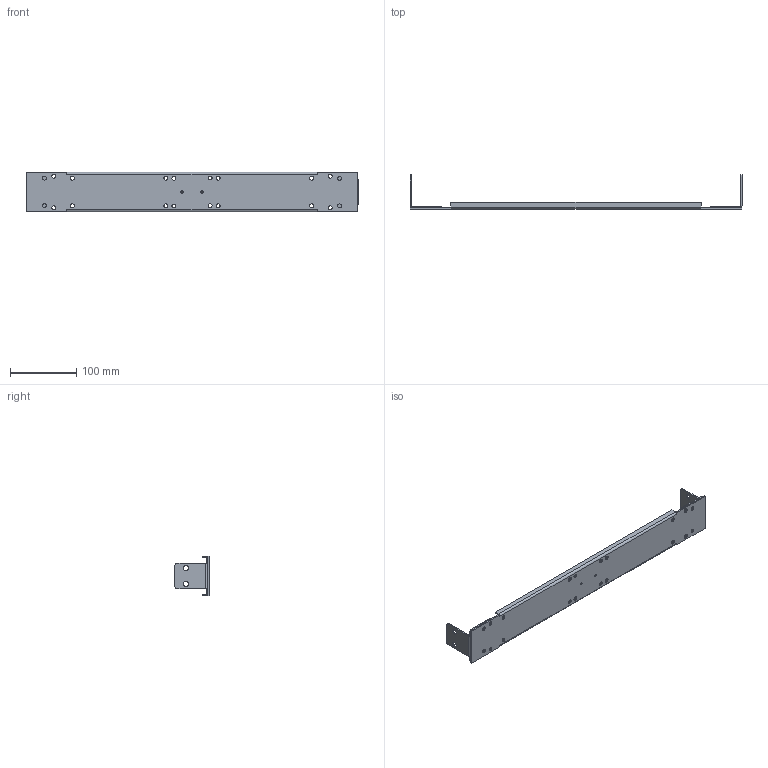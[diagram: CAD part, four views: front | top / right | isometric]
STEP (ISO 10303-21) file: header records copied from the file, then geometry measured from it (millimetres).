
FILE_DESCRIPTION((''),'2;1');
FILE_NAME('001338147_BL_UR_4_ASM','2023-03-06T13:13:16',('klemen.sitar'),('Audax d.o.o.'),'CREO PARAMETRIC BY PTC INC, 2021304','CREO PARAMETRIC BY PTC INC, 2021304','');
FILE_SCHEMA(('AP242_MANAGED_MODEL_BASED_3D_ENGINEERING_MIM_LF { 1 0 10303 442 1 1 4 }'));
Length unit declared in the file: millimetre
Products named in the file (6): 2620326816_1; 3006888304_1; 2620326816_1_1_2; ENCLOSURE_ACCESSORIES_GENERAL_2_ASM; ASM0002_ASM; 001338147_BL_UR_4_ASM
Assembly tree (5 placements, depth 4):
  001338147_BL_UR_4_ASM
    2620326816_1
    3006888304_1
    ASM0002_ASM
      ENCLOSURE_ACCESSORIES_GENERAL_2_ASM
        2620326816_1_1_2
Bounding box: 501 x 51.5 x 59.5 mm (x, y, z)
Volume: 86615.4 mm3; surface area: 91265.5 mm2
Topology: 3 solids, 3 shells, 130 faces, 360 edges, 236 vertices
Faces by surface type: cylinder 80, plane 50
Entity records: 6231 total; most frequent: DIRECTION 814, CARTESIAN_POINT 753, ORIENTED_EDGE 720, PRESENTATION_STYLE_ASSIGNMENT 363, STYLED_ITEM 363, CURVE_STYLE 360, EDGE_CURVE 360, AXIS2_PLACEMENT_3D 311
